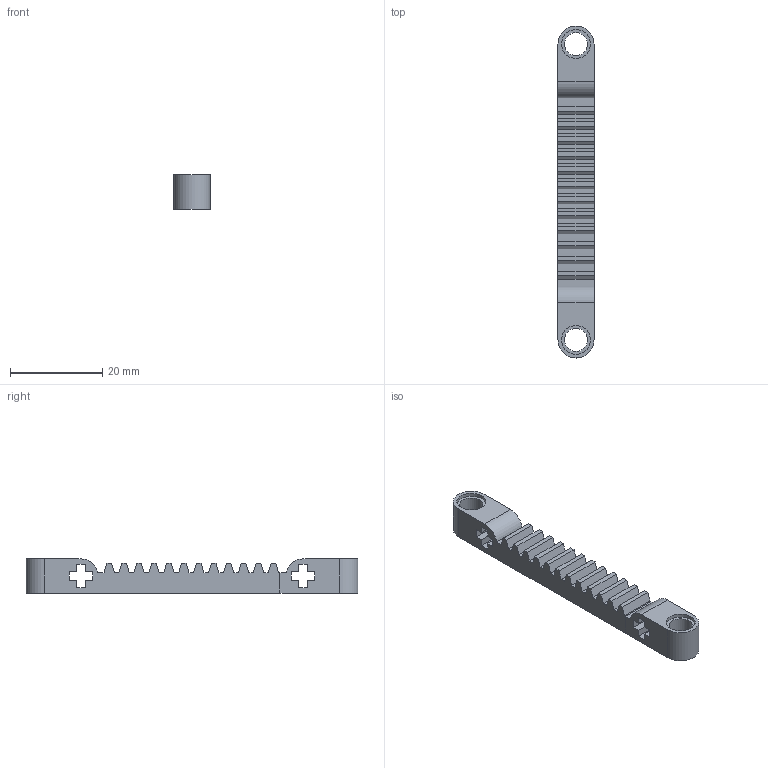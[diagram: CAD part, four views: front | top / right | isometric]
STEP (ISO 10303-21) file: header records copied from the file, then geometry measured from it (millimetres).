
FILE_DESCRIPTION(/* description */ ('STEP AP242','CAx-IF Rec.Pracs.---Representation and Presentation of Product Manufacturing Information (PMI)---4.0---2014-10-13','CAx-IF Rec.Pracs.---3D Tessellated Geometry---0.4---2014-09-14','2;1'),/* implementation_level */ '2;1');
FILE_NAME(/* name */ '66f2ae361c1ef155a763467e',/* time_stamp */ '2024-09-24T12:19:03Z',/* author */ (''),/* organization */ (''),/* preprocessor_version */ 'ST-DEVELOPER v20',/* originating_system */ ' ',/* authorisation */ ' ');
FILE_SCHEMA (('AP242_MANAGED_MODEL_BASED_3D_ENGINEERING_MIM_LF { 1 0 10303 442 1 1 4 }'));
Length unit declared in the file: metre
Products named in the file (3): Assembly 1; 64781 Technic, Gear Rack 1 x 13 with Axle and Pin Holes v7
Assembly tree (2 placements, depth 2):
  Assembly 1
    64781 Technic, Gear Rack 1 x 13 with Axle and Pin Holes v7
    64781 Technic, Gear Rack 1 x 13 with Axle and Pin Holes v7
Bounding box: 7.8 x 71.8 x 7.4 mm (x, y, z)
Volume: 2799.8 mm3; surface area: 2835.7 mm2
Topology: 2 solids, 2 shells, 98 faces, 274 edges, 184 vertices
Faces by surface type: plane 88, cylinder 10
Full cylindrical faces by diameter (mm): 5 x2, 6.25 x4
Entity records: 3127 total; most frequent: CARTESIAN_POINT 545, ORIENTED_EDGE 528, DIRECTION 486, EDGE_CURVE 264, LINE 244, VECTOR 244, VERTEX_POINT 180, AXIS2_PLACEMENT_3D 121
